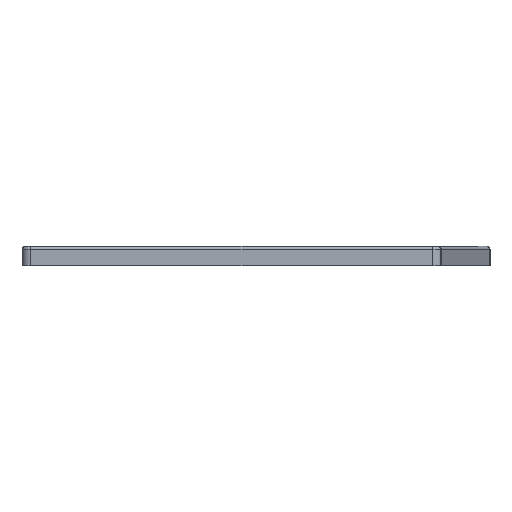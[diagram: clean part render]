
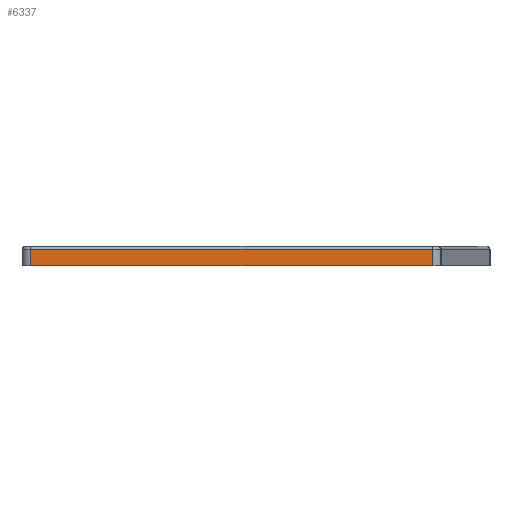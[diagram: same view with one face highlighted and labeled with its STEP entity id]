
A CAD part, left-side view. The second image highlights one B-rep face of the part: STEP entity #6337.
In plain terms, the highlighted planar face has unit normal (-1, 0, 0).
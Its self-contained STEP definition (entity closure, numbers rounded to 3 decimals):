
#199=PLANE('',#6847);
#571=FACE_OUTER_BOUND('',#937,.T.);
#937=EDGE_LOOP('',(#5508,#5509,#5510,#5511));
#1789=LINE('',#19847,#2263);
#1797=LINE('',#19868,#2271);
#1798=LINE('',#19872,#2272);
#1799=LINE('',#19873,#2273);
#2263=VECTOR('',#8223,10.);
#2271=VECTOR('',#8245,10.);
#2272=VECTOR('',#8250,10.);
#2273=VECTOR('',#8251,10.);
#2883=VERTEX_POINT('',#19793);
#2896=VERTEX_POINT('',#19843);
#2902=VERTEX_POINT('',#19867);
#2903=VERTEX_POINT('',#19871);
#3803=EDGE_CURVE('',#2883,#2896,#1789,.T.);
#3813=EDGE_CURVE('',#2896,#2902,#1797,.T.);
#3815=EDGE_CURVE('',#2903,#2883,#1798,.T.);
#3816=EDGE_CURVE('',#2903,#2902,#1799,.T.);
#5508=ORIENTED_EDGE('',*,*,#3803,.F.);
#5509=ORIENTED_EDGE('',*,*,#3815,.F.);
#5510=ORIENTED_EDGE('',*,*,#3816,.T.);
#5511=ORIENTED_EDGE('',*,*,#3813,.F.);
#6337=ADVANCED_FACE('',(#571),#199,.T.);
#6847=AXIS2_PLACEMENT_3D('',#19870,#8248,#8249);
#8223=DIRECTION('',(0.,-1.,0.));
#8245=DIRECTION('',(0.,0.,-1.));
#8248=DIRECTION('center_axis',(-1.,0.,0.));
#8249=DIRECTION('ref_axis',(0.,-1.,0.));
#8250=DIRECTION('',(0.,0.,1.));
#8251=DIRECTION('',(0.,-1.,0.));
#19793=CARTESIAN_POINT('',(55.662,-79.735,13.7));
#19843=CARTESIAN_POINT('',(55.662,-218.235,13.7));
#19847=CARTESIAN_POINT('',(55.662,-117.106,13.7));
#19867=CARTESIAN_POINT('',(55.662,-218.235,8.1));
#19868=CARTESIAN_POINT('',(55.662,-218.235,8.1));
#19870=CARTESIAN_POINT('Origin',(55.662,-76.735,8.1));
#19871=CARTESIAN_POINT('',(55.662,-79.735,8.1));
#19872=CARTESIAN_POINT('',(55.662,-79.735,8.1));
#19873=CARTESIAN_POINT('',(55.662,-76.735,8.1));
